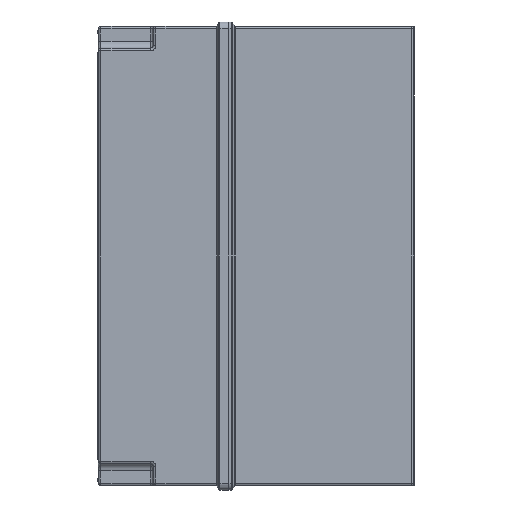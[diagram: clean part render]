
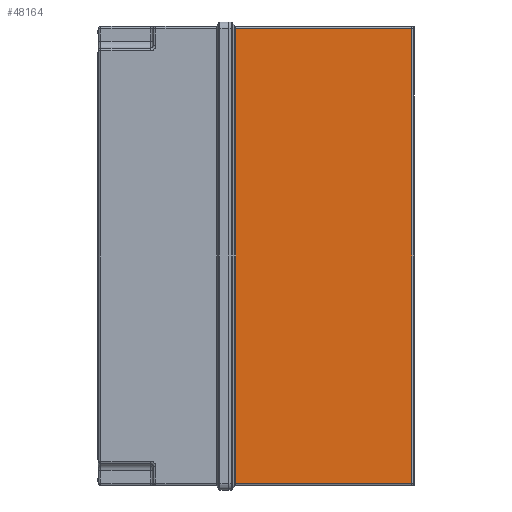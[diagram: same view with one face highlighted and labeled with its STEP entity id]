
A CAD part, left-side view. The second image highlights one B-rep face of the part: STEP entity #48164.
In plain terms, the highlighted planar face has unit normal (-1, 0, 0).
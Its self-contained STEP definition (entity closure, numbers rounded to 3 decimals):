
#1322 = LINE ( 'NONE', #25560, #65236 ) ;
#2891 = DIRECTION ( 'NONE',  ( 0., 0., 1. ) ) ;
#7151 = EDGE_CURVE ( 'NONE', #12270, #44555, #1322, .T. ) ;
#8659 = FACE_OUTER_BOUND ( 'NONE', #61885, .T. ) ;
#12270 = VERTEX_POINT ( 'NONE', #61168 ) ;
#15113 = CARTESIAN_POINT ( 'NONE',  ( -167.25, -134.8, -165.45 ) ) ;
#16113 = ORIENTED_EDGE ( 'NONE', *, *, #57431, .T. ) ;
#18411 = DIRECTION ( 'NONE',  ( -1., 0., 0. ) ) ;
#21424 = ORIENTED_EDGE ( 'NONE', *, *, #7151, .T. ) ;
#21603 = DIRECTION ( 'NONE',  ( 0., -1., 0. ) ) ;
#23551 = VECTOR ( 'NONE', #21603, 1000. ) ;
#25458 = VERTEX_POINT ( 'NONE', #76468 ) ;
#25560 = CARTESIAN_POINT ( 'NONE',  ( -167.25, -4.994, -167.25 ) ) ;
#28670 = EDGE_CURVE ( 'NONE', #25458, #12270, #66577, .T. ) ;
#31970 = DIRECTION ( 'NONE',  ( 0., 0., -1. ) ) ;
#35552 = LINE ( 'NONE', #79305, #67390 ) ;
#35649 = VERTEX_POINT ( 'NONE', #47152 ) ;
#36073 = EDGE_CURVE ( 'NONE', #35649, #25458, #35552, .T. ) ;
#36740 = ORIENTED_EDGE ( 'NONE', *, *, #36073, .T. ) ;
#42469 = AXIS2_PLACEMENT_3D ( 'NONE', #62668, #18411, #62929 ) ;
#44555 = VERTEX_POINT ( 'NONE', #57438 ) ;
#47152 = CARTESIAN_POINT ( 'NONE',  ( -167.25, -133.3, -165.45 ) ) ;
#47670 = VECTOR ( 'NONE', #82774, 1000. ) ;
#48164 = ADVANCED_FACE ( 'NONE', ( #8659 ), #56569, .T. ) ;
#56569 = PLANE ( 'NONE',  #42469 ) ;
#57431 = EDGE_CURVE ( 'NONE', #44555, #35649, #74270, .T. ) ;
#57438 = CARTESIAN_POINT ( 'NONE',  ( -167.25, -4.994, -165.45 ) ) ;
#61168 = CARTESIAN_POINT ( 'NONE',  ( -167.25, -4.994, 165.45 ) ) ;
#61885 = EDGE_LOOP ( 'NONE', ( #16113, #36740, #66369, #21424 ) ) ;
#62668 = CARTESIAN_POINT ( 'NONE',  ( -167.25, -134.8, -167.25 ) ) ;
#62929 = DIRECTION ( 'NONE',  ( 0., 0., 1. ) ) ;
#65236 = VECTOR ( 'NONE', #31970, 1000. ) ;
#66369 = ORIENTED_EDGE ( 'NONE', *, *, #28670, .T. ) ;
#66577 = LINE ( 'NONE', #75321, #47670 ) ;
#67390 = VECTOR ( 'NONE', #2891, 1000. ) ;
#74270 = LINE ( 'NONE', #15113, #23551 ) ;
#75321 = CARTESIAN_POINT ( 'NONE',  ( -167.25, -134.8, 165.45 ) ) ;
#76468 = CARTESIAN_POINT ( 'NONE',  ( -167.25, -133.3, 165.45 ) ) ;
#79305 = CARTESIAN_POINT ( 'NONE',  ( -167.25, -133.3, 165.45 ) ) ;
#82774 = DIRECTION ( 'NONE',  ( 0., 1., 0. ) ) ;
